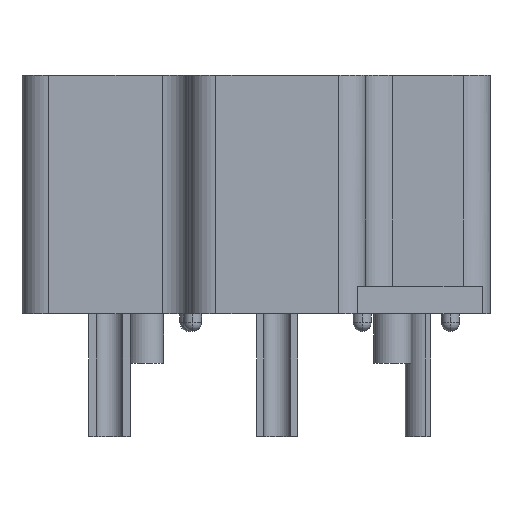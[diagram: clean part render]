
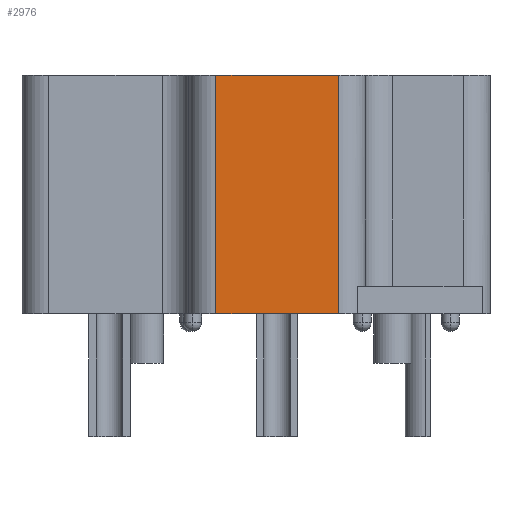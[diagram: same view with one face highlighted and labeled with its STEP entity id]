
A CAD part, front view. The second image highlights one B-rep face of the part: STEP entity #2976.
In plain terms, the highlighted planar face has unit normal (0, -1, 0).
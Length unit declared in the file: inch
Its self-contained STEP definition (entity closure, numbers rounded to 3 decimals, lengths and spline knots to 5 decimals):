
#121=DIRECTION('',(-1.,0.,0.));
#122=VECTOR('',#121,0.2737);
#123=CARTESIAN_POINT('',(0.13685,-0.47244,0.));
#124=LINE('',#123,#122);
#405=DIRECTION('',(-1.,0.,0.));
#406=VECTOR('',#405,0.2737);
#407=CARTESIAN_POINT('',(0.13685,-0.47244,-0.531));
#408=LINE('',#407,#406);
#688=DIRECTION('',(0.,0.,-1.));
#689=VECTOR('',#688,0.531);
#690=CARTESIAN_POINT('',(0.13685,-0.47244,0.));
#691=LINE('',#690,#689);
#692=DIRECTION('',(0.,0.,-1.));
#693=VECTOR('',#692,0.531);
#694=CARTESIAN_POINT('',(-0.13685,-0.47244,0.));
#695=LINE('',#694,#693);
#2536=CARTESIAN_POINT('',(0.13685,-0.47244,0.));
#2537=CARTESIAN_POINT('',(0.13685,-0.47244,-0.531));
#2538=VERTEX_POINT('',#2536);
#2539=VERTEX_POINT('',#2537);
#2542=CARTESIAN_POINT('',(-0.13685,-0.47244,-0.531));
#2544=VERTEX_POINT('',#2542);
#2548=CARTESIAN_POINT('',(-0.13685,-0.47244,0.));
#2549=VERTEX_POINT('',#2548);
#2964=CARTESIAN_POINT('',(-0.19685,-0.47244,0.));
#2965=DIRECTION('',(0.,-1.,0.));
#2966=DIRECTION('',(1.,0.,0.));
#2967=AXIS2_PLACEMENT_3D('',#2964,#2965,#2966);
#2968=PLANE('',#2967);
#2969=ORIENTED_EDGE('',*,*,#2952,.T.);
#2970=ORIENTED_EDGE('',*,*,#2791,.T.);
#2972=ORIENTED_EDGE('',*,*,#2971,.F.);
#2973=ORIENTED_EDGE('',*,*,#2615,.F.);
#2974=EDGE_LOOP('',(#2969,#2970,#2972,#2973));
#2975=FACE_OUTER_BOUND('',#2974,.F.);
#2976=ADVANCED_FACE('',(#2975),#2968,.T.);
#2615=EDGE_CURVE('',#2538,#2549,#124,.T.);
#2791=EDGE_CURVE('',#2539,#2544,#408,.T.);
#2952=EDGE_CURVE('',#2538,#2539,#691,.T.);
#2971=EDGE_CURVE('',#2549,#2544,#695,.T.);
